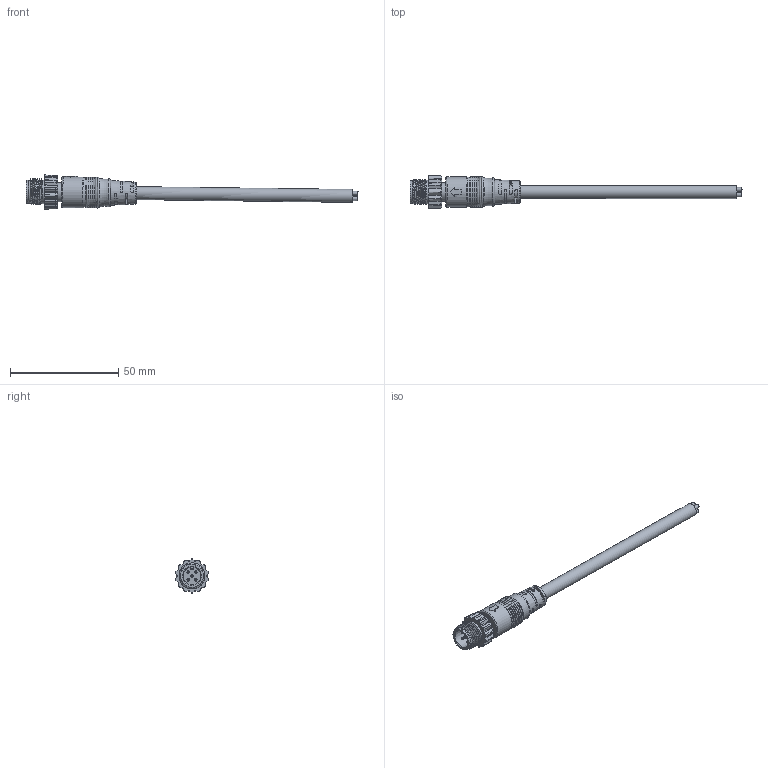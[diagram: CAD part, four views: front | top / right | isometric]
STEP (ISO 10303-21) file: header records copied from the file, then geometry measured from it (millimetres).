
FILE_DESCRIPTION(/* description */ ('Unknown'),/* implementation_level */ '2;1');
FILE_NAME(/* name */ '643611120305',/* time_stamp */ '2022-09-15T13:34:07+02:00',/* author */ ('Unknown'),/* organization */ ('Unknown'),/* preprocessor_version */ 'ST-DEVELOPER v16.7',/* originating_system */ 'Solid Edge',/* authorisation */ 'Unknown');
FILE_SCHEMA (('AUTOMOTIVE_DESIGN {1 0 10303 214 3 1 1}'));
Length unit declared in the file: millimetre
Products named in the file (7): 6436111203xx; 64361x1203xx_Body; 64361x1203xx_Seal; 6436111203xx_Screw Nut; 6436111203xx_Pin; 64361x120305_Housing; 6436xx120305_Cable_M
Assembly tree (10 placements, depth 2):
  6436111203xx
    64361x1203xx_Body
    64361x1203xx_Seal
    6436111203xx_Screw Nut
    6436111203xx_Pin  x5
    64361x120305_Housing
    6436xx120305_Cable_M
Bounding box: 153.58 x 15.43 x 15.79 mm (x, y, z)
Volume: 8380.9 mm3; surface area: 10225.8 mm2
Topology: 10 solids, 10 shells, 567 faces, 1425 edges, 925 vertices
Faces by surface type: cylinder 235, plane 171, cone 72, bspline 46, torus 38, sphere 5
Full cylindrical faces by diameter (mm): 0.61 x5, 1 x5, 1.1 x10, 1.2 x5, 1.4 x5, 1.6 x30, 1.66 x5, 1.73 x20, 1.74 x10, 5.5 x2, 6 x1, 8.05 x6, 8.5 x2, 8.8 x8, 9.5 x1, 9.6 x1, 10.6 x1, 10.76 x6, 10.8 x2, 13.5 x7, 14.2 x1
Entity records: 16374 total; most frequent: CARTESIAN_POINT 7102, ORIENTED_EDGE 1826, DIRECTION 1654, EDGE_CURVE 913, AXIS2_PLACEMENT_3D 680, VERTEX_POINT 661, FACE_BOUND 564, EDGE_LOOP 563
